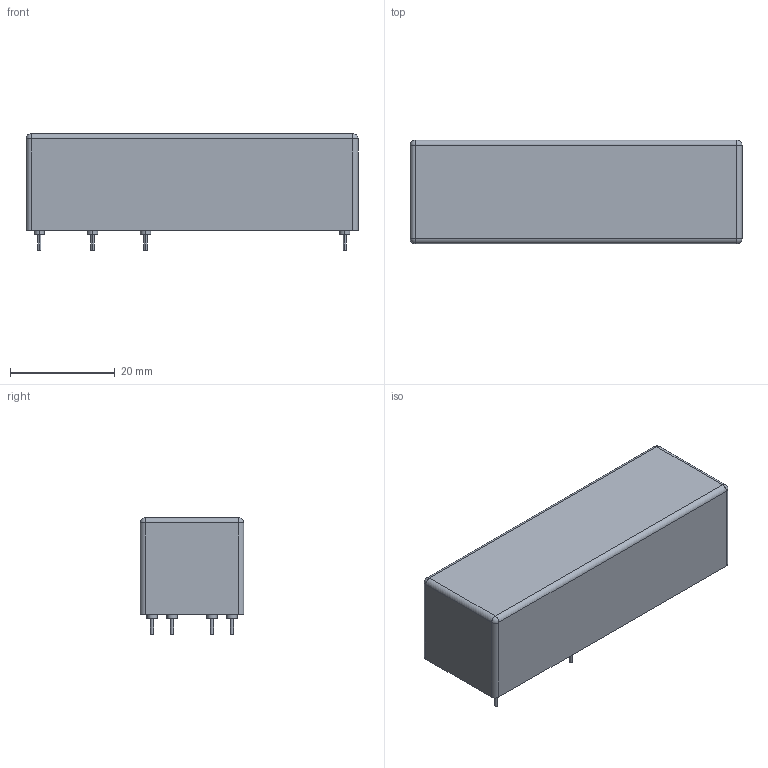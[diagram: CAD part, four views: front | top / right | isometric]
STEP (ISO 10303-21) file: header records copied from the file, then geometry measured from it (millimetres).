
FILE_DESCRIPTION(/* description */ (''),/* implementation_level */ '2;1');
FILE_NAME(/* name */ 'G81C335.stp',/* time_stamp */ '2021-05-05T12:11:55+02:00',/* author */ (''),/* organization */ (''),/* preprocessor_version */ 'ST-DEVELOPER v16.7',/* originating_system */ 'SIEMENS PLM Software NX 1915',/* authorisation */ '');
FILE_SCHEMA (('AUTOMOTIVE_DESIGN { 1 0 10303 214 3 1 1 1 }'));
Length unit declared in the file: millimetre
Products named in the file (1): model1
Bounding box: 63.5 x 19.8 x 22.3 mm (x, y, z)
Volume: 23226.5 mm3; surface area: 5578.7 mm2
Topology: 6 solids, 6 shells, 53 faces, 100 edges, 60 vertices
Faces by surface type: cylinder 28, plane 21, sphere 4
Entity records: 1731 total; most frequent: DIRECTION 260, CARTESIAN_POINT 210, ORIENTED_EDGE 192, AXIS2_PLACEMENT_3D 110, EDGE_CURVE 96, VERTEX_POINT 60, PRESENTATION_STYLE_ASSIGNMENT 59, SURFACE_STYLE_USAGE 59
